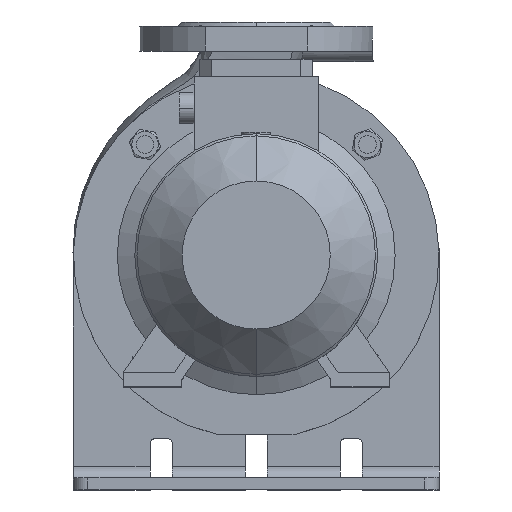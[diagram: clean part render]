
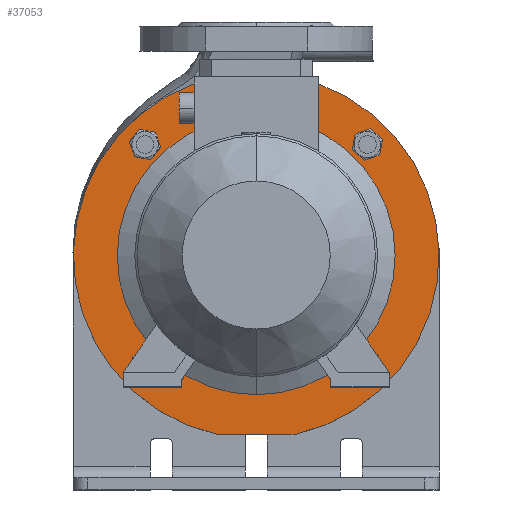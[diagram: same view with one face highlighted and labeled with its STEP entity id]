
A CAD part, top view. The second image highlights one B-rep face of the part: STEP entity #37053.
In plain terms, the highlighted planar face has unit normal (0, 0, 1).
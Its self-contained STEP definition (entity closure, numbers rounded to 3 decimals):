
#368 = FACE_OUTER_BOUND ( 'NONE', #16974, .T. ) ;
#821 = CARTESIAN_POINT ( 'NONE',  ( 0., 95., 173. ) ) ;
#1107 = EDGE_CURVE ( 'NONE', #17249, #29315, #10008, .T. ) ;
#1447 = EDGE_CURVE ( 'NONE', #15355, #34717, #7917, .T. ) ;
#2699 = EDGE_CURVE ( 'NONE', #18755, #22324, #29776, .T. ) ;
#2930 = CARTESIAN_POINT ( 'NONE',  ( 0., -95., 173. ) ) ;
#3005 = DIRECTION ( 'NONE',  ( 0., 1., 0. ) ) ;
#3403 = DIRECTION ( 'NONE',  ( 0., 0., -1. ) ) ;
#3420 = CARTESIAN_POINT ( 'NONE',  ( 74.447, 67.126, 173. ) ) ;
#3655 = DIRECTION ( 'NONE',  ( 0., 0., -1. ) ) ;
#3943 = VERTEX_POINT ( 'NONE', #48191 ) ;
#5764 = EDGE_CURVE ( 'NONE', #43608, #27926, #43605, .T. ) ;
#5922 = AXIS2_PLACEMENT_3D ( 'NONE', #24138, #54632, #3005 ) ;
#6039 = DIRECTION ( 'NONE',  ( 0., -1., 0. ) ) ;
#6527 = DIRECTION ( 'NONE',  ( 0., -1., 0. ) ) ;
#7356 = CARTESIAN_POINT ( 'NONE',  ( -84.902, 77.581, 173. ) ) ;
#7500 = CARTESIAN_POINT ( 'NONE',  ( -76.014, 76.014, 173. ) ) ;
#7668 = CARTESIAN_POINT ( 'NONE',  ( -77.581, -84.902, 173. ) ) ;
#7707 = FACE_BOUND ( 'NONE', #31308, .T. ) ;
#7734 = DIRECTION ( 'NONE',  ( 0., 0., -1. ) ) ;
#7903 = VERTEX_POINT ( 'NONE', #24374 ) ;
#7917 = CIRCLE ( 'NONE', #11861, 9.025 ) ;
#8172 = DIRECTION ( 'NONE',  ( 0., -1., 0. ) ) ;
#8410 = FACE_BOUND ( 'NONE', #19821, .T. ) ;
#8520 = CARTESIAN_POINT ( 'NONE',  ( 0., 0., 173. ) ) ;
#9084 = EDGE_CURVE ( 'NONE', #27926, #43608, #49222, .T. ) ;
#9354 = ORIENTED_EDGE ( 'NONE', *, *, #52982, .T. ) ;
#9877 = DIRECTION ( 'NONE',  ( 1., 0., 0. ) ) ;
#10008 = CIRCLE ( 'NONE', #39144, 95. ) ;
#10717 = ORIENTED_EDGE ( 'NONE', *, *, #34253, .T. ) ;
#11828 = EDGE_LOOP ( 'NONE', ( #48362, #31741 ) ) ;
#11861 = AXIS2_PLACEMENT_3D ( 'NONE', #22839, #15023, #6039 ) ;
#12143 = AXIS2_PLACEMENT_3D ( 'NONE', #29490, #33825, #8172 ) ;
#12157 = CIRCLE ( 'NONE', #29246, 125. ) ;
#12297 = PLANE ( 'NONE',  #12143 ) ;
#13055 = CARTESIAN_POINT ( 'NONE',  ( 27.221, -122., 173. ) ) ;
#14182 = CARTESIAN_POINT ( 'NONE',  ( 76.014, -76.014, 173. ) ) ;
#14400 = ORIENTED_EDGE ( 'NONE', *, *, #54398, .T. ) ;
#15001 = CIRCLE ( 'NONE', #32315, 9.025 ) ;
#15023 = DIRECTION ( 'NONE',  ( 0., 0., -1. ) ) ;
#15355 = VERTEX_POINT ( 'NONE', #34314 ) ;
#15934 = DIRECTION ( 'NONE',  ( 0., -1., 0. ) ) ;
#16640 = DIRECTION ( 'NONE',  ( 0., -1., 0. ) ) ;
#16974 = EDGE_LOOP ( 'NONE', ( #14400, #21586, #28450 ) ) ;
#17249 = VERTEX_POINT ( 'NONE', #821 ) ;
#18465 = DIRECTION ( 'NONE',  ( 0., -1., 0. ) ) ;
#18755 = VERTEX_POINT ( 'NONE', #7668 ) ;
#19821 = EDGE_LOOP ( 'NONE', ( #34045, #36022 ) ) ;
#19836 = CARTESIAN_POINT ( 'NONE',  ( 76.014, -76.014, 173. ) ) ;
#21142 = ORIENTED_EDGE ( 'NONE', *, *, #1447, .T. ) ;
#21222 = EDGE_CURVE ( 'NONE', #7903, #53521, #15001, .T. ) ;
#21328 = CIRCLE ( 'NONE', #36370, 9.025 ) ;
#21586 = ORIENTED_EDGE ( 'NONE', *, *, #48920, .F. ) ;
#22324 = VERTEX_POINT ( 'NONE', #31343 ) ;
#22699 = DIRECTION ( 'NONE',  ( 0., -1., 0. ) ) ;
#22839 = CARTESIAN_POINT ( 'NONE',  ( -76.014, 76.014, 173. ) ) ;
#23562 = DIRECTION ( 'NONE',  ( 0., 0., -1. ) ) ;
#24138 = CARTESIAN_POINT ( 'NONE',  ( 0., 0., 173. ) ) ;
#24225 = DIRECTION ( 'NONE',  ( 0., 1., 0. ) ) ;
#24374 = CARTESIAN_POINT ( 'NONE',  ( 77.581, 84.902, 173. ) ) ;
#24667 = EDGE_CURVE ( 'NONE', #29413, #3943, #12157, .T. ) ;
#25193 = CIRCLE ( 'NONE', #5922, 125. ) ;
#25283 = EDGE_LOOP ( 'NONE', ( #29272, #49422 ) ) ;
#25995 = DIRECTION ( 'NONE',  ( 0., -1., 0. ) ) ;
#26088 = AXIS2_PLACEMENT_3D ( 'NONE', #38269, #34306, #25995 ) ;
#26234 = EDGE_CURVE ( 'NONE', #22324, #18755, #53944, .T. ) ;
#26440 = AXIS2_PLACEMENT_3D ( 'NONE', #19836, #3403, #15934 ) ;
#27129 = FACE_BOUND ( 'NONE', #11828, .T. ) ;
#27926 = VERTEX_POINT ( 'NONE', #42268 ) ;
#28264 = CARTESIAN_POINT ( 'NONE',  ( -76.014, -76.014, 173. ) ) ;
#28450 = ORIENTED_EDGE ( 'NONE', *, *, #24667, .F. ) ;
#29109 = CARTESIAN_POINT ( 'NONE',  ( 0., 0., 173. ) ) ;
#29155 = AXIS2_PLACEMENT_3D ( 'NONE', #28264, #23562, #45188 ) ;
#29246 = AXIS2_PLACEMENT_3D ( 'NONE', #29109, #3655, #24225 ) ;
#29272 = ORIENTED_EDGE ( 'NONE', *, *, #1107, .T. ) ;
#29315 = VERTEX_POINT ( 'NONE', #2930 ) ;
#29413 = VERTEX_POINT ( 'NONE', #46245 ) ;
#29490 = CARTESIAN_POINT ( 'NONE',  ( 0., 125., 173. ) ) ;
#29776 = CIRCLE ( 'NONE', #29155, 9.025 ) ;
#29838 = FACE_BOUND ( 'NONE', #25283, .T. ) ;
#31308 = EDGE_LOOP ( 'NONE', ( #21142, #10717 ) ) ;
#31343 = CARTESIAN_POINT ( 'NONE',  ( -74.447, -67.126, 173. ) ) ;
#31548 = LINE ( 'NONE', #53041, #47057 ) ;
#31741 = ORIENTED_EDGE ( 'NONE', *, *, #5764, .T. ) ;
#32315 = AXIS2_PLACEMENT_3D ( 'NONE', #53575, #40397, #22699 ) ;
#33287 = VERTEX_POINT ( 'NONE', #13055 ) ;
#33825 = DIRECTION ( 'NONE',  ( 0., 0., 1. ) ) ;
#34045 = ORIENTED_EDGE ( 'NONE', *, *, #26234, .T. ) ;
#34253 = EDGE_CURVE ( 'NONE', #34717, #15355, #21328, .T. ) ;
#34306 = DIRECTION ( 'NONE',  ( 0., 0., -1. ) ) ;
#34314 = CARTESIAN_POINT ( 'NONE',  ( -67.126, 74.447, 173. ) ) ;
#34717 = VERTEX_POINT ( 'NONE', #7356 ) ;
#35476 = EDGE_LOOP ( 'NONE', ( #9354, #45717 ) ) ;
#35690 = CARTESIAN_POINT ( 'NONE',  ( 84.902, -77.581, 173. ) ) ;
#36022 = ORIENTED_EDGE ( 'NONE', *, *, #2699, .T. ) ;
#36370 = AXIS2_PLACEMENT_3D ( 'NONE', #7500, #37494, #16640 ) ;
#36762 = AXIS2_PLACEMENT_3D ( 'NONE', #14182, #44179, #18465 ) ;
#36859 = CIRCLE ( 'NONE', #54905, 95. ) ;
#37053 = ADVANCED_FACE ( 'NONE', ( #7707, #39870, #27129, #8410, #368, #29838 ), #12297, .T. ) ;
#37494 = DIRECTION ( 'NONE',  ( 0., 0., -1. ) ) ;
#38269 = CARTESIAN_POINT ( 'NONE',  ( 76.014, 76.014, 173. ) ) ;
#38330 = DIRECTION ( 'NONE',  ( 0., 0., -1. ) ) ;
#39144 = AXIS2_PLACEMENT_3D ( 'NONE', #8520, #38330, #47142 ) ;
#39870 = FACE_BOUND ( 'NONE', #35476, .T. ) ;
#40272 = EDGE_CURVE ( 'NONE', #29315, #17249, #36859, .T. ) ;
#40397 = DIRECTION ( 'NONE',  ( 0., 0., -1. ) ) ;
#42042 = DIRECTION ( 'NONE',  ( 0., 1., 0. ) ) ;
#42268 = CARTESIAN_POINT ( 'NONE',  ( 67.126, -74.447, 173. ) ) ;
#43431 = CARTESIAN_POINT ( 'NONE',  ( 0., 0., 173. ) ) ;
#43605 = CIRCLE ( 'NONE', #26440, 9.025 ) ;
#43608 = VERTEX_POINT ( 'NONE', #35690 ) ;
#43835 = AXIS2_PLACEMENT_3D ( 'NONE', #45516, #49878, #6527 ) ;
#44179 = DIRECTION ( 'NONE',  ( 0., 0., -1. ) ) ;
#45188 = DIRECTION ( 'NONE',  ( 0., -1., 0. ) ) ;
#45516 = CARTESIAN_POINT ( 'NONE',  ( -76.014, -76.014, 173. ) ) ;
#45717 = ORIENTED_EDGE ( 'NONE', *, *, #21222, .T. ) ;
#46245 = CARTESIAN_POINT ( 'NONE',  ( -27.221, -122., 173. ) ) ;
#47057 = VECTOR ( 'NONE', #9877, 1000. ) ;
#47142 = DIRECTION ( 'NONE',  ( 0., 1., 0. ) ) ;
#48191 = CARTESIAN_POINT ( 'NONE',  ( 0., 125., 173. ) ) ;
#48362 = ORIENTED_EDGE ( 'NONE', *, *, #9084, .T. ) ;
#48920 = EDGE_CURVE ( 'NONE', #3943, #33287, #25193, .T. ) ;
#49222 = CIRCLE ( 'NONE', #36762, 9.025 ) ;
#49422 = ORIENTED_EDGE ( 'NONE', *, *, #40272, .T. ) ;
#49878 = DIRECTION ( 'NONE',  ( 0., 0., -1. ) ) ;
#52982 = EDGE_CURVE ( 'NONE', #53521, #7903, #53326, .T. ) ;
#53041 = CARTESIAN_POINT ( 'NONE',  ( -125., -122., 173. ) ) ;
#53326 = CIRCLE ( 'NONE', #26088, 9.025 ) ;
#53521 = VERTEX_POINT ( 'NONE', #3420 ) ;
#53575 = CARTESIAN_POINT ( 'NONE',  ( 76.014, 76.014, 173. ) ) ;
#53944 = CIRCLE ( 'NONE', #43835, 9.025 ) ;
#54398 = EDGE_CURVE ( 'NONE', #29413, #33287, #31548, .T. ) ;
#54632 = DIRECTION ( 'NONE',  ( 0., 0., -1. ) ) ;
#54905 = AXIS2_PLACEMENT_3D ( 'NONE', #43431, #7734, #42042 ) ;
